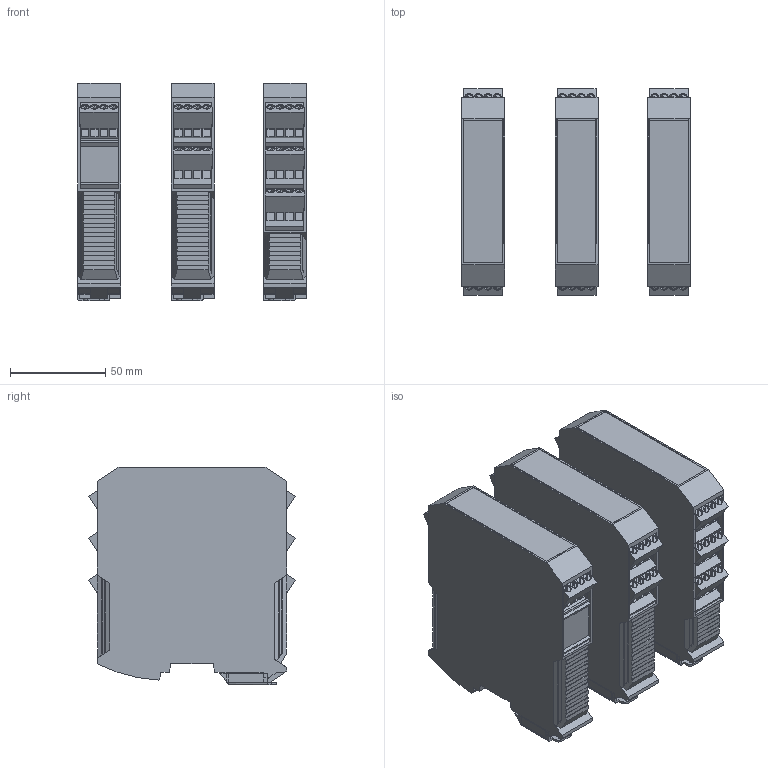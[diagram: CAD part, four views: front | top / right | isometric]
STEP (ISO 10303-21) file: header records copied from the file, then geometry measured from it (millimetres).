
FILE_DESCRIPTION((''),'2;1');
FILE_NAME('MOSAIC_2-4-6_MORSET_ASM','2014-02-26T',('dandrea'),('REER'),'PRO/ENGINEER BY PARAMETRIC TECHNOLOGY CORPORATION, 2013320','PRO/ENGINEER BY PARAMETRIC TECHNOLOGY CORPORATION, 2013320','');
FILE_SCHEMA(('CONFIG_CONTROL_DESIGN'));
Length unit declared in the file: millimetre
Products named in the file (31): MOSAIC_2-4-6_MORSET-3DSOLID_100; PRT0057; PRT0058; PRT0059; MOSAIC_2-4-6_MORSET-3DSOLID_101; MOSAIC_2-4-6_MORSET-3DSOLID_173; MOSAIC_2-4-6_MORSET-3DSOLID_199; PRT0060; PRT0061; PRT0062; PRT0063; MOSAIC_2-4-6_MORSET-3DSOLID_203; MOSAIC_2-4-6_MORSET-3DSOLID_206; PRT0064; MOSAIC_2-4-6_MORSET-3DSOLID_207; PRT0065; PRT0066; PRT0067; MOSAIC_2-4-6_MORSET-3DSOLID_217; PRT0068; PRT0069; PRT0070; PRT0071; MOSAIC_2-4-6_MORSET-3DSOLID_218; MOSAIC_2-4-6_MORSET-3DSOLID_222; PRT0072; MOSAIC_2-4-6_MORSET-3DSOLID_224; PRT0073; PRT0074; PRT0075; MOSAIC_2-4-6_MORSET_ASM
Assembly tree (30 placements, depth 2):
  MOSAIC_2-4-6_MORSET_ASM
    MOSAIC_2-4-6_MORSET-3DSOLID_100
    PRT0057
    PRT0058
    PRT0059
    MOSAIC_2-4-6_MORSET-3DSOLID_101
    MOSAIC_2-4-6_MORSET-3DSOLID_173
    MOSAIC_2-4-6_MORSET-3DSOLID_199
    PRT0060
    PRT0061
    PRT0062
    PRT0063
    MOSAIC_2-4-6_MORSET-3DSOLID_203
    MOSAIC_2-4-6_MORSET-3DSOLID_206
    PRT0064
    MOSAIC_2-4-6_MORSET-3DSOLID_207
    PRT0065
    PRT0066
    PRT0067
    MOSAIC_2-4-6_MORSET-3DSOLID_217
    PRT0068
    PRT0069
    PRT0070
    PRT0071
    MOSAIC_2-4-6_MORSET-3DSOLID_218
    MOSAIC_2-4-6_MORSET-3DSOLID_222
    PRT0072
    MOSAIC_2-4-6_MORSET-3DSOLID_224
    PRT0073
    PRT0074
    PRT0075
Bounding box: 120.17 x 108.49 x 114.51 mm (x, y, z)
Volume: 170978.7 mm3; surface area: 218361.5 mm2
Topology: 30 solids, 30 shells, 1810 faces, 4898 edges, 3235 vertices
Faces by surface type: plane 1576, cylinder 234
Entity records: 57090 total; most frequent: CARTESIAN_POINT 10285, ORIENTED_EDGE 9796, DIRECTION 9206, EDGE_CURVE 4898, VECTOR 4114, LINE 4114, VERTEX_POINT 3235, AXIS2_PLACEMENT_3D 2546
